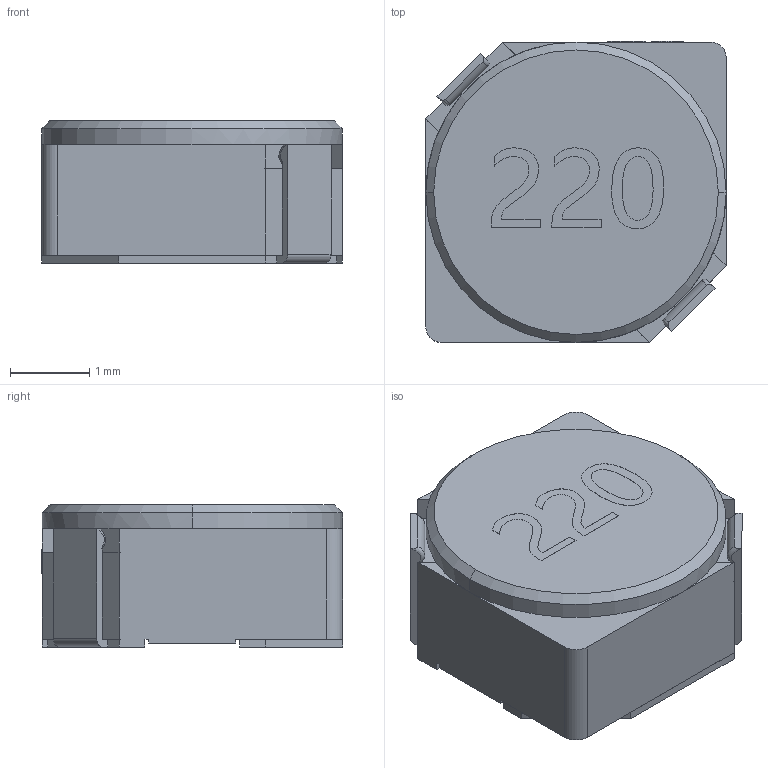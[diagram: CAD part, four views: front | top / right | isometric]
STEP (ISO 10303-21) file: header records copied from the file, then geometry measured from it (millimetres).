
FILE_DESCRIPTION (( 'STEP AP214' ), '1' );
FILE_NAME ('IND-SMD_L3.8-W3.8-H1.8_PS3D18.step', '2022-07-09T00:09:49', ( '' ), ( '' ), 'SwSTEP 2.0', 'SolidWorks 2020', '' );
FILE_SCHEMA (( 'AUTOMOTIVE_DESIGN' ));
Length unit declared in the file: millimetre
Products named in the file (1): IND-SMD_L3.8-W3.8-H1.8_PS3D18
Bounding box: 3.8 x 3.81 x 1.8 mm (x, y, z)
Volume: 21.8 mm3; surface area: 70.1 mm2
Topology: 2 solids, 2 shells, 411 faces, 1106 edges, 730 vertices
Faces by surface type: plane 253, bspline 142, cylinder 12, cone 4
Entity records: 19985 total; most frequent: CARTESIAN_POINT 6310, ORIENTED_EDGE 2212, DIRECTION 1394, EDGE_CURVE 1106, LINE 774, VECTOR 774, VERTEX_POINT 730, EDGE_LOOP 442
